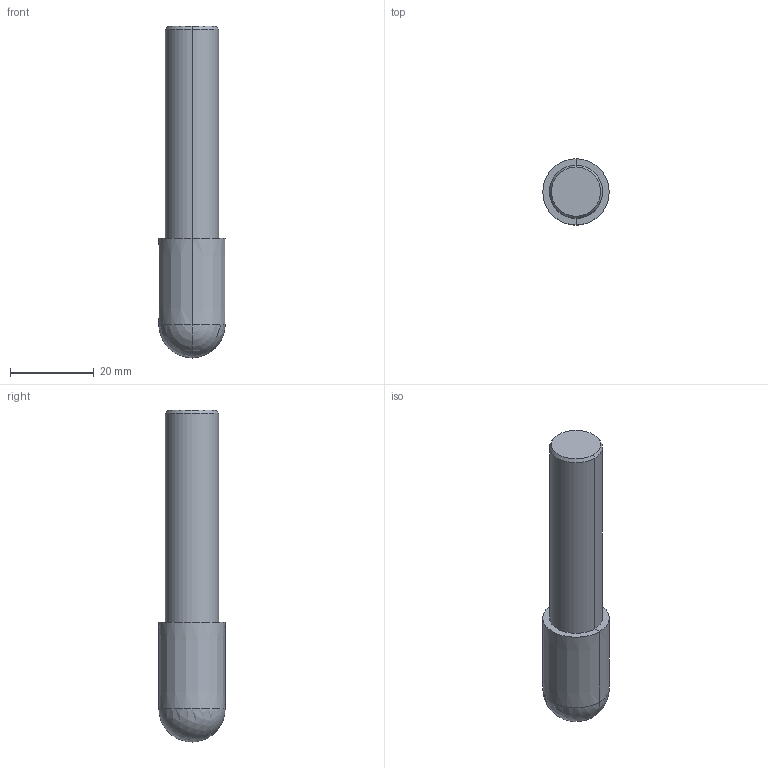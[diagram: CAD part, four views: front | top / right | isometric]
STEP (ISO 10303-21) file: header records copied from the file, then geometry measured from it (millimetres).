
FILE_DESCRIPTION(('no description'),'unknown implementation level');
FILE_NAME('solidJ16Pw9QiaHiuKFKBtn_let97hpE_1.STP',' ',('CIMSOURCE GmbH'),('CADClick - KiM GmbH - www.kimweb.de'),'unknown preprocess','ACIS','unknown authorization');
FILE_SCHEMA(('automotive_design'));
Length unit declared in the file: millimetre
Products named in the file (2): 1; 2
Bounding box: 15.88 x 15.88 x 79.4 mm (x, y, z)
Volume: 11564.6 mm3; surface area: 3890.4 mm2
Topology: 2 solids, 2 shells, 13 faces, 27 edges, 13 vertices
Faces by surface type: cone 6, plane 3, sphere 2, cylinder 2
Entity records: 643 total; most frequent: DIRECTION 72, CARTESIAN_POINT 53, STYLED_ITEM 49, PRESENTATION_STYLE_ASSIGNMENT 49, COLOUR_RGB 49, ORIENTED_EDGE 42, AXIS2_PLACEMENT_3D 32, EDGE_CURVE 21
